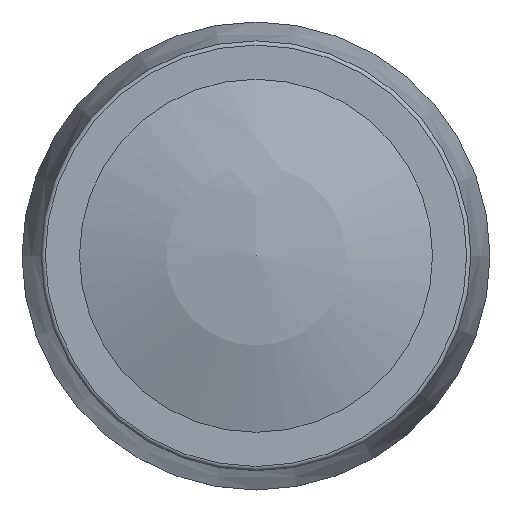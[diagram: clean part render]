
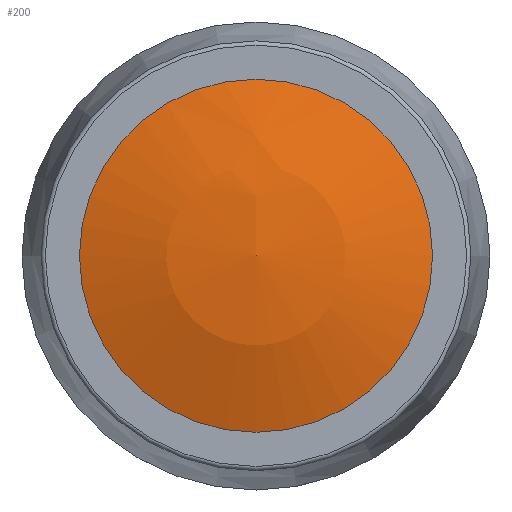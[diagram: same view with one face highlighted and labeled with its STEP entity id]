
A CAD part, top view. The second image highlights one B-rep face of the part: STEP entity #200.
In plain terms, the highlighted spherical face has radius 23.713 mm.
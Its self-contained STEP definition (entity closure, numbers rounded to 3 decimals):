
#200 = ADVANCED_FACE( '', ( #448 ), #449, .T. );
#448 = FACE_OUTER_BOUND( '', #702, .T. );
#449 = SPHERICAL_SURFACE( '', #703, 23.713 );
#702 = EDGE_LOOP( '', ( #1092 ) );
#703 = AXIS2_PLACEMENT_3D( '', #1093, #1094, #1095 );
#1092 = ORIENTED_EDGE( '', *, *, #1241, .T. );
#1093 = CARTESIAN_POINT( '', ( 0., 0., -5.713 ) );
#1094 = DIRECTION( '', ( 0., 0., 1. ) );
#1095 = DIRECTION( '', ( 0., 1., 0. ) );
#1241 = EDGE_CURVE( '', #1438, #1438, #1439, .T. );
#1438 = VERTEX_POINT( '', #1704 );
#1439 = CIRCLE( '', #1705, 8.3 );
#1704 = CARTESIAN_POINT( '', ( 8.3, 0., 16.5 ) );
#1705 = AXIS2_PLACEMENT_3D( '', #1879, #1880, #1881 );
#1879 = CARTESIAN_POINT( '', ( 0., 0., 16.5 ) );
#1880 = DIRECTION( '', ( 0., 0., 1. ) );
#1881 = DIRECTION( '', ( 1., 0., 0. ) );
